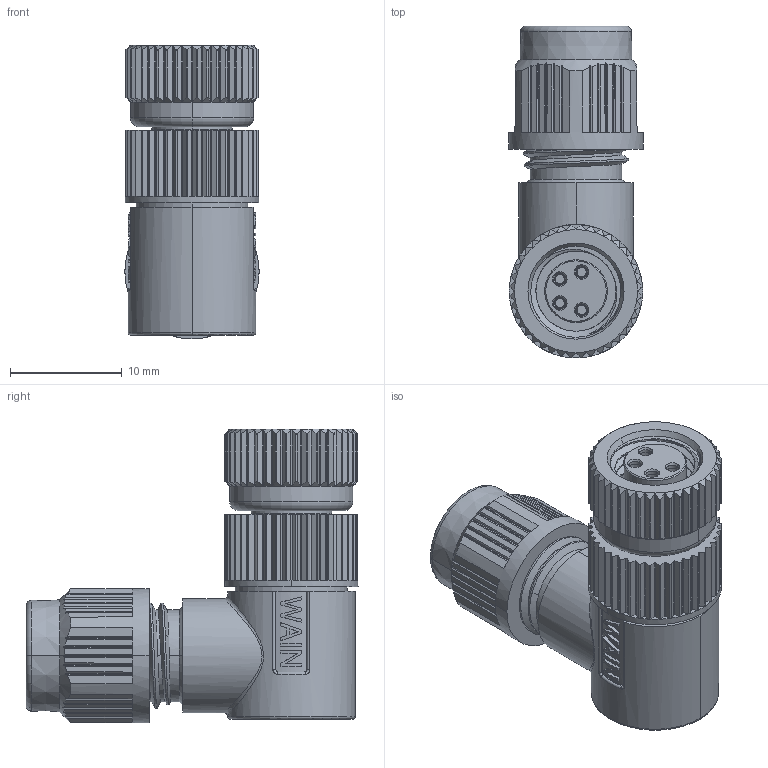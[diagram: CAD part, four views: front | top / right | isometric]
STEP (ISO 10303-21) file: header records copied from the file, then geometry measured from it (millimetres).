
FILE_DESCRIPTION((''),'2;1');
FILE_NAME('3D_1620045233001_M8-FST04-S-D5_','2024-01-19T',('12524'),(''),'PRO/ENGINEER BY PARAMETRIC TECHNOLOGY CORPORATION, 2012480','PRO/ENGINEER BY PARAMETRIC TECHNOLOGY CORPORATION, 2012480','');
FILE_SCHEMA(('CONFIG_CONTROL_DESIGN'));
Length unit declared in the file: millimetre
Products named in the file (1): 3D_1620045233001_M8-FST04-S-D5_
Bounding box: 12 x 29.65 x 26.25 mm (x, y, z)
Volume: 4061.2 mm3; surface area: 2601.5 mm2
Topology: 1 solids, 2 shells, 766 faces, 2397 edges, 1670 vertices
Faces by surface type: plane 391, cylinder 217, cone 92, bspline 49, torus 16, extrusion 1
Entity records: 32507 total; most frequent: CARTESIAN_POINT 11919, ORIENTED_EDGE 4794, DIRECTION 3778, EDGE_CURVE 2397, VERTEX_POINT 1670, AXIS2_PLACEMENT_3D 1403, VECTOR 972, LINE 971
